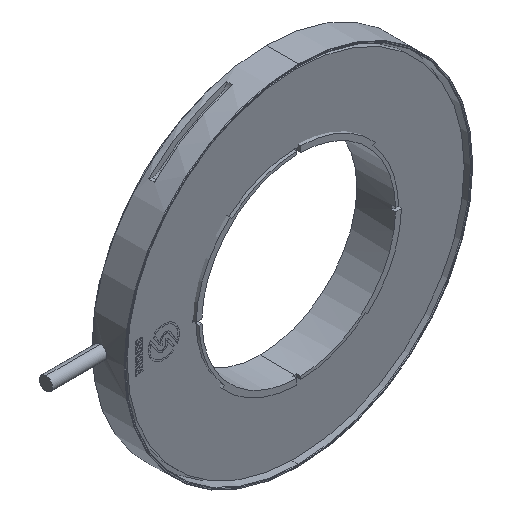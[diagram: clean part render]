
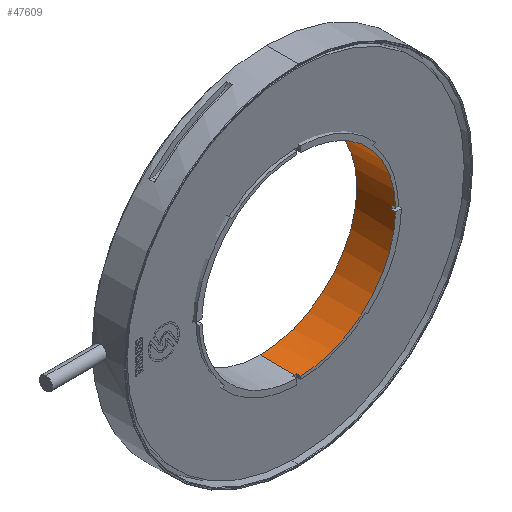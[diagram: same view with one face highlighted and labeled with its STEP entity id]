
A CAD part, isometric view. The second image highlights one B-rep face of the part: STEP entity #47609.
In plain terms, the highlighted cylindrical face has radius 25 mm (diameter 50 mm), a partial arc.
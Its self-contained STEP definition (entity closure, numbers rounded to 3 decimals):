
#845 = CARTESIAN_POINT ( 'NONE',  ( 0.5, -9., -24.995 ) ) ;
#1079 = ORIENTED_EDGE ( 'NONE', *, *, #44793, .F. ) ;
#1444 = EDGE_CURVE ( 'NONE', #100137, #41875, #109332, .T. ) ;
#2269 = VERTEX_POINT ( 'NONE', #39809 ) ;
#3425 = AXIS2_PLACEMENT_3D ( 'NONE', #63603, #18987, #27988 ) ;
#5117 = CARTESIAN_POINT ( 'NONE',  ( 24.995, -10.5, 0.5 ) ) ;
#7780 = AXIS2_PLACEMENT_3D ( 'NONE', #82678, #11067, #100284 ) ;
#8548 = VECTOR ( 'NONE', #91858, 1000. ) ;
#10708 = EDGE_CURVE ( 'NONE', #39527, #49703, #73966, .T. ) ;
#11067 = DIRECTION ( 'NONE',  ( 0., 1., 0. ) ) ;
#12065 = DIRECTION ( 'NONE',  ( 0., -1., 0. ) ) ;
#12154 = VERTEX_POINT ( 'NONE', #63948 ) ;
#13829 = DIRECTION ( 'NONE',  ( 0., 0., 1. ) ) ;
#15536 = VERTEX_POINT ( 'NONE', #27660 ) ;
#18987 = DIRECTION ( 'NONE',  ( 0., 1., 0. ) ) ;
#19377 = CIRCLE ( 'NONE', #7780, 25. ) ;
#20559 = CARTESIAN_POINT ( 'NONE',  ( 0.5, -10.5, -24.995 ) ) ;
#21061 = EDGE_CURVE ( 'NONE', #12154, #15536, #19377, .T. ) ;
#22041 = ORIENTED_EDGE ( 'NONE', *, *, #32762, .T. ) ;
#24347 = DIRECTION ( 'NONE',  ( 0., 1., 0. ) ) ;
#27410 = DIRECTION ( 'NONE',  ( 0., 0., 1. ) ) ;
#27494 = VECTOR ( 'NONE', #65360, 1000. ) ;
#27585 = VECTOR ( 'NONE', #92030, 1000. ) ;
#27660 = CARTESIAN_POINT ( 'NONE',  ( 0.5, -9., 24.995 ) ) ;
#27988 = DIRECTION ( 'NONE',  ( 0., 0., 1. ) ) ;
#31122 = CARTESIAN_POINT ( 'NONE',  ( 24.995, -9., -0.5 ) ) ;
#31245 = ORIENTED_EDGE ( 'NONE', *, *, #35948, .F. ) ;
#31287 = DIRECTION ( 'NONE',  ( 0., 1., 0. ) ) ;
#31626 = EDGE_CURVE ( 'NONE', #36274, #39527, #57502, .T. ) ;
#31680 = CARTESIAN_POINT ( 'NONE',  ( 0., -9., 0. ) ) ;
#32047 = DIRECTION ( 'NONE',  ( 0., 1., 0. ) ) ;
#32762 = EDGE_CURVE ( 'NONE', #12154, #41875, #38722, .T. ) ;
#33444 = FACE_OUTER_BOUND ( 'NONE', #59591, .T. ) ;
#34746 = EDGE_CURVE ( 'NONE', #36974, #74135, #54682, .T. ) ;
#35948 = EDGE_CURVE ( 'NONE', #2269, #36274, #106025, .T. ) ;
#36274 = VERTEX_POINT ( 'NONE', #50826 ) ;
#36974 = VERTEX_POINT ( 'NONE', #107039 ) ;
#37727 = AXIS2_PLACEMENT_3D ( 'NONE', #72829, #89693, #27410 ) ;
#38722 = LINE ( 'NONE', #66898, #27494 ) ;
#39527 = VERTEX_POINT ( 'NONE', #845 ) ;
#39809 = CARTESIAN_POINT ( 'NONE',  ( 24.995, -10., -0.5 ) ) ;
#41597 = VERTEX_POINT ( 'NONE', #94244 ) ;
#41875 = VERTEX_POINT ( 'NONE', #54297 ) ;
#42424 = AXIS2_PLACEMENT_3D ( 'NONE', #31680, #94361, #86163 ) ;
#42428 = AXIS2_PLACEMENT_3D ( 'NONE', #57611, #31287, #85007 ) ;
#44793 = EDGE_CURVE ( 'NONE', #49703, #100137, #85024, .T. ) ;
#47609 = ADVANCED_FACE ( 'NONE', ( #33444 ), #54537, .F. ) ;
#49558 = ORIENTED_EDGE ( 'NONE', *, *, #10708, .F. ) ;
#49703 = VERTEX_POINT ( 'NONE', #58630 ) ;
#50826 = CARTESIAN_POINT ( 'NONE',  ( 0.5, -10., -24.995 ) ) ;
#53358 = ORIENTED_EDGE ( 'NONE', *, *, #59877, .F. ) ;
#54297 = CARTESIAN_POINT ( 'NONE',  ( 0., 0., 25. ) ) ;
#54537 = CYLINDRICAL_SURFACE ( 'NONE', #86245, 25. ) ;
#54682 = LINE ( 'NONE', #5117, #68711 ) ;
#55707 = ORIENTED_EDGE ( 'NONE', *, *, #31626, .F. ) ;
#57502 = LINE ( 'NONE', #20559, #8548 ) ;
#57611 = CARTESIAN_POINT ( 'NONE',  ( 0., -9., 0. ) ) ;
#58630 = CARTESIAN_POINT ( 'NONE',  ( 0., -9., -25. ) ) ;
#59591 = EDGE_LOOP ( 'NONE', ( #1079, #49558, #55707, #31245, #70137, #79723, #74906, #103495, #53358, #85797, #22041, #101821 ) ) ;
#59606 = CARTESIAN_POINT ( 'NONE',  ( 24.995, -10.5, -0.5 ) ) ;
#59877 = EDGE_CURVE ( 'NONE', #15536, #41597, #69055, .T. ) ;
#61556 = DIRECTION ( 'NONE',  ( 0., -1., 0. ) ) ;
#61806 = CIRCLE ( 'NONE', #42424, 25. ) ;
#63603 = CARTESIAN_POINT ( 'NONE',  ( 0., -10., 0. ) ) ;
#63948 = CARTESIAN_POINT ( 'NONE',  ( 0., -9., 25. ) ) ;
#65360 = DIRECTION ( 'NONE',  ( 0., 1., 0. ) ) ;
#66898 = CARTESIAN_POINT ( 'NONE',  ( 0., -10.5, 25. ) ) ;
#68711 = VECTOR ( 'NONE', #32047, 1000. ) ;
#69055 = LINE ( 'NONE', #109959, #96675 ) ;
#70137 = ORIENTED_EDGE ( 'NONE', *, *, #93415, .F. ) ;
#72829 = CARTESIAN_POINT ( 'NONE',  ( 0., -10., 0. ) ) ;
#73966 = CIRCLE ( 'NONE', #42428, 25. ) ;
#74135 = VERTEX_POINT ( 'NONE', #76810 ) ;
#74906 = ORIENTED_EDGE ( 'NONE', *, *, #34746, .F. ) ;
#75123 = CARTESIAN_POINT ( 'NONE',  ( 0., 0., -25. ) ) ;
#76810 = CARTESIAN_POINT ( 'NONE',  ( 24.995, -9., 0.5 ) ) ;
#77393 = VERTEX_POINT ( 'NONE', #31122 ) ;
#78736 = DIRECTION ( 'NONE',  ( 0., -1., 0. ) ) ;
#79723 = ORIENTED_EDGE ( 'NONE', *, *, #104099, .F. ) ;
#82678 = CARTESIAN_POINT ( 'NONE',  ( 0., -9., 0. ) ) ;
#85007 = DIRECTION ( 'NONE',  ( 0., 0., 1. ) ) ;
#85024 = LINE ( 'NONE', #91639, #27585 ) ;
#85797 = ORIENTED_EDGE ( 'NONE', *, *, #21061, .F. ) ;
#86163 = DIRECTION ( 'NONE',  ( 0., 0., 1. ) ) ;
#86245 = AXIS2_PLACEMENT_3D ( 'NONE', #113216, #24347, #13829 ) ;
#88549 = EDGE_CURVE ( 'NONE', #41597, #36974, #98196, .T. ) ;
#89693 = DIRECTION ( 'NONE',  ( 0., 1., 0. ) ) ;
#89791 = VECTOR ( 'NONE', #78736, 1000. ) ;
#91639 = CARTESIAN_POINT ( 'NONE',  ( 0., -10.5, -25. ) ) ;
#91858 = DIRECTION ( 'NONE',  ( 0., 1., 0. ) ) ;
#92030 = DIRECTION ( 'NONE',  ( 0., 1., 0. ) ) ;
#93415 = EDGE_CURVE ( 'NONE', #77393, #2269, #93903, .T. ) ;
#93903 = LINE ( 'NONE', #59606, #89791 ) ;
#94244 = CARTESIAN_POINT ( 'NONE',  ( 0.5, -10., 24.995 ) ) ;
#94361 = DIRECTION ( 'NONE',  ( 0., 1., 0. ) ) ;
#96675 = VECTOR ( 'NONE', #12065, 1000. ) ;
#98196 = CIRCLE ( 'NONE', #3425, 25. ) ;
#98760 = CARTESIAN_POINT ( 'NONE',  ( 0., 0., 0. ) ) ;
#100137 = VERTEX_POINT ( 'NONE', #75123 ) ;
#100284 = DIRECTION ( 'NONE',  ( 0., 0., 1. ) ) ;
#101821 = ORIENTED_EDGE ( 'NONE', *, *, #1444, .F. ) ;
#103495 = ORIENTED_EDGE ( 'NONE', *, *, #88549, .F. ) ;
#104099 = EDGE_CURVE ( 'NONE', #74135, #77393, #61806, .T. ) ;
#105148 = AXIS2_PLACEMENT_3D ( 'NONE', #98760, #61556, #115552 ) ;
#106025 = CIRCLE ( 'NONE', #37727, 25. ) ;
#107039 = CARTESIAN_POINT ( 'NONE',  ( 24.995, -10., 0.5 ) ) ;
#109332 = CIRCLE ( 'NONE', #105148, 25. ) ;
#109959 = CARTESIAN_POINT ( 'NONE',  ( 0.5, -10.5, 24.995 ) ) ;
#113216 = CARTESIAN_POINT ( 'NONE',  ( 0., -10.5, 0. ) ) ;
#115552 = DIRECTION ( 'NONE',  ( 0., 0., 1. ) ) ;
